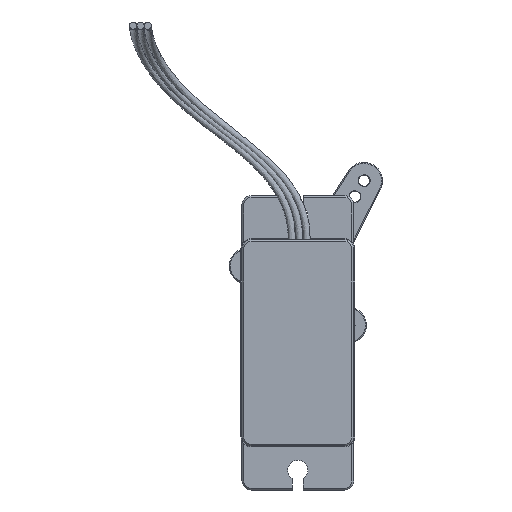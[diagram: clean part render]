
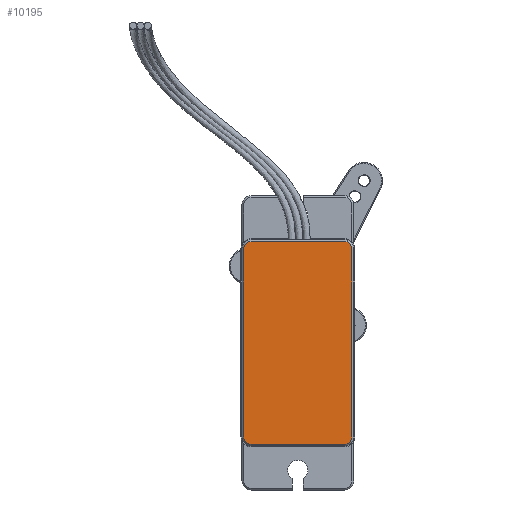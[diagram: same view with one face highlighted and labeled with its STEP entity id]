
A CAD part, front view. The second image highlights one B-rep face of the part: STEP entity #10195.
In plain terms, the highlighted planar face has unit normal (0, -1, 0).
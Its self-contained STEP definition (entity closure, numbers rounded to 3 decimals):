
#594=LINE('',#15562,#1525);
#598=LINE('',#15571,#1529);
#601=LINE('',#15579,#1532);
#604=LINE('',#15587,#1535);
#1525=VECTOR('',#12379,10.);
#1529=VECTOR('',#12389,10.);
#1532=VECTOR('',#12398,10.);
#1535=VECTOR('',#12407,10.);
#2365=PLANE('',#11054);
#2646=FACE_OUTER_BOUND('',#3282,.T.);
#3282=EDGE_LOOP('',(#7185,#7186,#7187,#7188,#7189,#7190,#7191,#7192));
#3943=CIRCLE('',#11044,0.8);
#3944=CIRCLE('',#11047,0.8);
#3945=CIRCLE('',#11050,0.8);
#3946=CIRCLE('',#11053,0.8);
#4530=VERTEX_POINT('',#15559);
#4531=VERTEX_POINT('',#15561);
#4532=VERTEX_POINT('',#15565);
#4533=VERTEX_POINT('',#15569);
#4534=VERTEX_POINT('',#15573);
#4535=VERTEX_POINT('',#15577);
#4536=VERTEX_POINT('',#15581);
#4537=VERTEX_POINT('',#15585);
#5504=EDGE_CURVE('',#4530,#4531,#594,.T.);
#5507=EDGE_CURVE('',#4532,#4530,#3943,.T.);
#5509=EDGE_CURVE('',#4533,#4532,#598,.T.);
#5511=EDGE_CURVE('',#4534,#4533,#3944,.T.);
#5513=EDGE_CURVE('',#4535,#4534,#601,.T.);
#5515=EDGE_CURVE('',#4536,#4535,#3945,.T.);
#5517=EDGE_CURVE('',#4537,#4536,#604,.T.);
#5518=EDGE_CURVE('',#4531,#4537,#3946,.T.);
#7185=ORIENTED_EDGE('',*,*,#5504,.F.);
#7186=ORIENTED_EDGE('',*,*,#5507,.F.);
#7187=ORIENTED_EDGE('',*,*,#5509,.F.);
#7188=ORIENTED_EDGE('',*,*,#5511,.F.);
#7189=ORIENTED_EDGE('',*,*,#5513,.F.);
#7190=ORIENTED_EDGE('',*,*,#5515,.F.);
#7191=ORIENTED_EDGE('',*,*,#5517,.F.);
#7192=ORIENTED_EDGE('',*,*,#5518,.F.);
#10195=ADVANCED_FACE('',(#2646),#2365,.T.);
#11044=AXIS2_PLACEMENT_3D('',#15567,#12384,#12385);
#11047=AXIS2_PLACEMENT_3D('',#15575,#12393,#12394);
#11050=AXIS2_PLACEMENT_3D('',#15583,#12402,#12403);
#11053=AXIS2_PLACEMENT_3D('',#15589,#12410,#12411);
#11054=AXIS2_PLACEMENT_3D('',#15590,#12412,#12413);
#12379=DIRECTION('',(-1.,0.,0.));
#12384=DIRECTION('center_axis',(0.,1.,0.));
#12385=DIRECTION('ref_axis',(0.707,0.,-0.707));
#12389=DIRECTION('',(0.,0.,-1.));
#12393=DIRECTION('center_axis',(0.,1.,0.));
#12394=DIRECTION('ref_axis',(0.707,0.,0.707));
#12398=DIRECTION('',(1.,0.,0.));
#12402=DIRECTION('center_axis',(0.,1.,0.));
#12403=DIRECTION('ref_axis',(-0.707,0.,0.707));
#12407=DIRECTION('',(0.,0.,1.));
#12410=DIRECTION('center_axis',(0.,1.,0.));
#12411=DIRECTION('ref_axis',(-0.707,0.,-0.707));
#12412=DIRECTION('center_axis',(0.,-1.,0.));
#12413=DIRECTION('ref_axis',(0.,0.,1.));
#15559=CARTESIAN_POINT('',(5.1,-15.7,-11.05));
#15561=CARTESIAN_POINT('',(-5.1,-15.7,-11.05));
#15562=CARTESIAN_POINT('',(-3.05,-15.7,-11.05));
#15565=CARTESIAN_POINT('',(5.9,-15.7,-10.25));
#15567=CARTESIAN_POINT('Origin',(5.1,-15.7,-10.25));
#15569=CARTESIAN_POINT('',(5.9,-15.7,10.25));
#15571=CARTESIAN_POINT('',(5.9,-15.7,-5.625));
#15573=CARTESIAN_POINT('',(5.1,-15.7,11.05));
#15575=CARTESIAN_POINT('Origin',(5.1,-15.7,10.25));
#15577=CARTESIAN_POINT('',(-5.1,-15.7,11.05));
#15579=CARTESIAN_POINT('',(3.05,-15.7,11.05));
#15581=CARTESIAN_POINT('',(-5.9,-15.7,10.25));
#15583=CARTESIAN_POINT('Origin',(-5.1,-15.7,10.25));
#15585=CARTESIAN_POINT('',(-5.9,-15.7,-10.25));
#15587=CARTESIAN_POINT('',(-5.9,-15.7,5.625));
#15589=CARTESIAN_POINT('Origin',(-5.1,-15.7,-10.25));
#15590=CARTESIAN_POINT('Origin',(0.,-15.7,0.));
